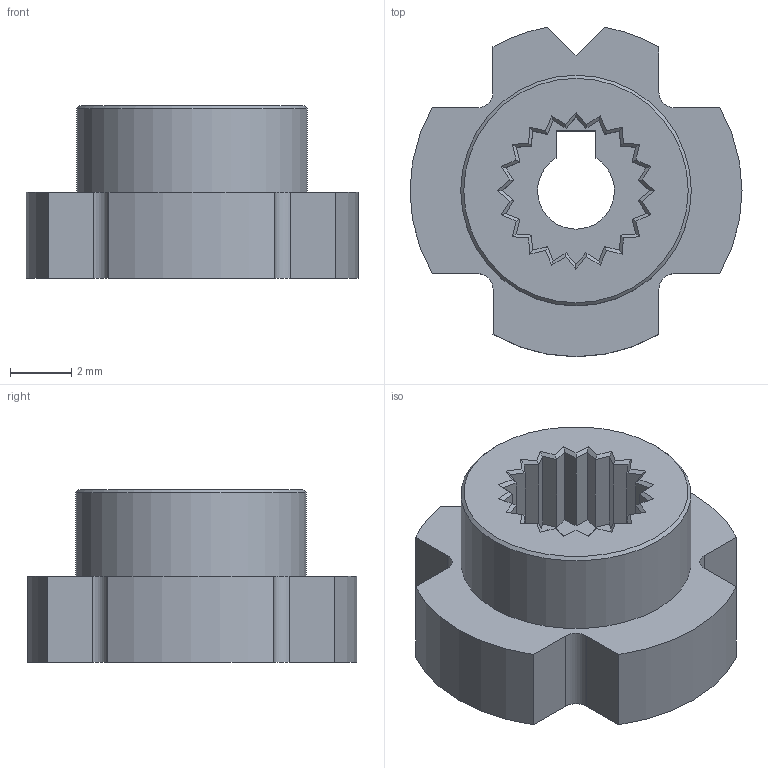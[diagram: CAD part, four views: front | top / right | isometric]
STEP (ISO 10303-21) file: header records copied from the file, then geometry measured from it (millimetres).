
FILE_DESCRIPTION(/* description */ (''),/* implementation_level */ '2;1');
FILE_NAME(/* name */ 'gear_XL330.step',/* time_stamp */ '2023-08-15T16:41:15+09:00',/* author */ (''),/* organization */ (''),/* preprocessor_version */ 'ST-DEVELOPER v19.2',/* originating_system */ 'Autodesk Translation Framework v12.6.0.85',/* authorisation */ '');
FILE_SCHEMA (('AUTOMOTIVE_DESIGN { 1 0 10303 214 3 1 1 }'));
Length unit declared in the file: millimetre
Products named in the file (1): gear_XL330
Bounding box: 10.8 x 10.72 x 5.6 mm (x, y, z)
Volume: 292.6 mm3; surface area: 404.4 mm2
Topology: 1 solids, 1 shells, 109 faces, 274 edges, 169 vertices
Faces by surface type: plane 97, cylinder 11, cone 1
Full cylindrical faces by diameter (mm): 7.5 x1
Entity records: 3200 total; most frequent: CARTESIAN_POINT 553, ORIENTED_EDGE 548, DIRECTION 517, EDGE_CURVE 274, LINE 251, VECTOR 251, VERTEX_POINT 169, AXIS2_PLACEMENT_3D 133
